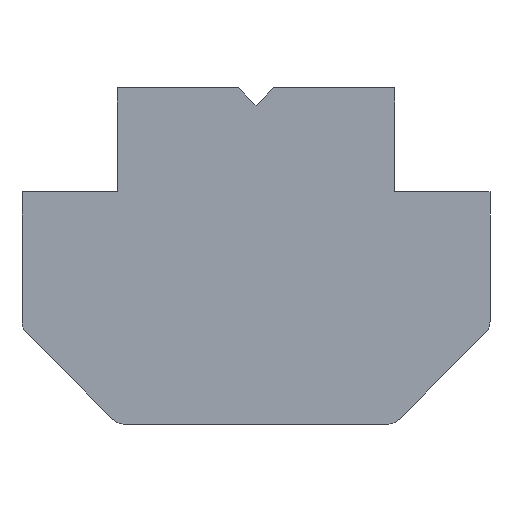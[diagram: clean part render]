
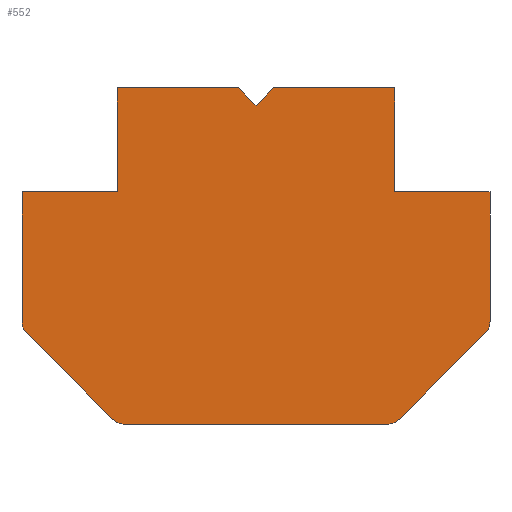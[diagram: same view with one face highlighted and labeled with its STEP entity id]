
A CAD part, front view. The second image highlights one B-rep face of the part: STEP entity #552.
In plain terms, the highlighted planar face has unit normal (0, -1, 0).
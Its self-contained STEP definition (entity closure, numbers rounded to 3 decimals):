
#39=PLANE('',#586);
#83=FACE_OUTER_BOUND('',#113,.T.);
#113=EDGE_LOOP('',(#473,#474,#475,#476,#477,#478,#479,#480,#481,#482,#483,
#484,#485,#486,#487,#488,#489));
#122=LINE('',#769,#170);
#127=LINE('',#987,#175);
#132=LINE('',#996,#180);
#134=LINE('',#1000,#182);
#138=LINE('',#1008,#186);
#144=LINE('',#1020,#192);
#147=LINE('',#1026,#195);
#150=LINE('',#1032,#198);
#153=LINE('',#1040,#201);
#155=LINE('',#1045,#203);
#159=LINE('',#1054,#207);
#165=LINE('',#1065,#213);
#166=LINE('',#1070,#214);
#170=VECTOR('',#621,1000.);
#175=VECTOR('',#636,1000.);
#180=VECTOR('',#643,1000.);
#182=VECTOR('',#647,1000.);
#186=VECTOR('',#653,1000.);
#192=VECTOR('',#665,1000.);
#195=VECTOR('',#670,1000.);
#198=VECTOR('',#675,1000.);
#201=VECTOR('',#680,1000.);
#203=VECTOR('',#684,1000.);
#207=VECTOR('',#690,1000.);
#213=VECTOR('',#698,1000.);
#214=VECTOR('',#707,1000.);
#223=CIRCLE('',#587,0.5);
#224=CIRCLE('',#588,0.5);
#225=CIRCLE('',#589,0.5);
#226=CIRCLE('',#590,0.5);
#240=VERTEX_POINT('',#767);
#241=VERTEX_POINT('',#768);
#254=VERTEX_POINT('',#984);
#255=VERTEX_POINT('',#986);
#258=VERTEX_POINT('',#994);
#259=VERTEX_POINT('',#998);
#262=VERTEX_POINT('',#1006);
#265=VERTEX_POINT('',#1018);
#267=VERTEX_POINT('',#1024);
#269=VERTEX_POINT('',#1030);
#272=VERTEX_POINT('',#1037);
#273=VERTEX_POINT('',#1039);
#274=VERTEX_POINT('',#1043);
#275=VERTEX_POINT('',#1044);
#278=VERTEX_POINT('',#1052);
#279=VERTEX_POINT('',#1053);
#283=VERTEX_POINT('',#1063);
#295=EDGE_CURVE('',#240,#241,#122,.T.);
#316=EDGE_CURVE('',#254,#255,#127,.T.);
#321=EDGE_CURVE('',#258,#254,#132,.T.);
#323=EDGE_CURVE('',#259,#258,#134,.T.);
#327=EDGE_CURVE('',#262,#259,#138,.T.);
#333=EDGE_CURVE('',#265,#262,#144,.T.);
#336=EDGE_CURVE('',#267,#265,#147,.T.);
#339=EDGE_CURVE('',#269,#267,#150,.T.);
#342=EDGE_CURVE('',#272,#273,#153,.T.);
#344=EDGE_CURVE('',#274,#275,#155,.T.);
#348=EDGE_CURVE('',#278,#279,#159,.T.);
#354=EDGE_CURVE('',#283,#279,#165,.T.);
#355=EDGE_CURVE('',#272,#240,#223,.T.);
#356=EDGE_CURVE('',#241,#274,#224,.T.);
#357=EDGE_CURVE('',#275,#278,#225,.T.);
#358=EDGE_CURVE('',#255,#283,#166,.T.);
#359=EDGE_CURVE('',#269,#273,#226,.T.);
#473=ORIENTED_EDGE('',*,*,#342,.F.);
#474=ORIENTED_EDGE('',*,*,#355,.T.);
#475=ORIENTED_EDGE('',*,*,#295,.T.);
#476=ORIENTED_EDGE('',*,*,#356,.T.);
#477=ORIENTED_EDGE('',*,*,#344,.T.);
#478=ORIENTED_EDGE('',*,*,#357,.T.);
#479=ORIENTED_EDGE('',*,*,#348,.T.);
#480=ORIENTED_EDGE('',*,*,#354,.F.);
#481=ORIENTED_EDGE('',*,*,#358,.F.);
#482=ORIENTED_EDGE('',*,*,#316,.F.);
#483=ORIENTED_EDGE('',*,*,#321,.F.);
#484=ORIENTED_EDGE('',*,*,#323,.F.);
#485=ORIENTED_EDGE('',*,*,#327,.F.);
#486=ORIENTED_EDGE('',*,*,#333,.F.);
#487=ORIENTED_EDGE('',*,*,#336,.F.);
#488=ORIENTED_EDGE('',*,*,#339,.F.);
#489=ORIENTED_EDGE('',*,*,#359,.T.);
#552=ADVANCED_FACE('',(#83),#39,.T.);
#586=AXIS2_PLACEMENT_3D('',#1066,#699,#700);
#587=AXIS2_PLACEMENT_3D('',#1067,#701,#702);
#588=AXIS2_PLACEMENT_3D('',#1068,#703,#704);
#589=AXIS2_PLACEMENT_3D('',#1069,#705,#706);
#590=AXIS2_PLACEMENT_3D('',#1071,#708,#709);
#621=DIRECTION('',(1.,0.,0.));
#636=DIRECTION('',(1.,0.,0.));
#643=DIRECTION('',(0.707,0.,0.707));
#647=DIRECTION('',(0.707,0.,-0.707));
#653=DIRECTION('',(1.,0.,0.));
#665=DIRECTION('',(0.,0.,1.));
#670=DIRECTION('',(1.,0.,0.));
#675=DIRECTION('',(0.,0.,1.));
#680=DIRECTION('',(-0.707,0.,0.707));
#684=DIRECTION('',(0.707,0.,0.707));
#690=DIRECTION('',(0.,0.,1.));
#698=DIRECTION('',(1.,0.,0.));
#699=DIRECTION('center_axis',(0.,-1.,0.));
#700=DIRECTION('ref_axis',(1.,0.,0.));
#701=DIRECTION('center_axis',(0.,-1.,0.));
#702=DIRECTION('ref_axis',(1.,0.,0.));
#703=DIRECTION('center_axis',(0.,-1.,0.));
#704=DIRECTION('ref_axis',(1.,0.,0.));
#705=DIRECTION('center_axis',(0.,-1.,0.));
#706=DIRECTION('ref_axis',(1.,0.,0.));
#707=DIRECTION('',(0.,0.,-1.));
#708=DIRECTION('center_axis',(0.,-1.,0.));
#709=DIRECTION('ref_axis',(1.,0.,0.));
#767=CARTESIAN_POINT('',(-3.793,-10.,-11.2));
#768=CARTESIAN_POINT('',(3.793,-10.,-11.2));
#769=CARTESIAN_POINT('',(0.,-10.,-11.2));
#984=CARTESIAN_POINT('',(0.5,-10.,-1.5));
#986=CARTESIAN_POINT('',(4.,-10.,-1.5));
#987=CARTESIAN_POINT('',(0.,-10.,-1.5));
#994=CARTESIAN_POINT('',(0.,-10.,-2.));
#996=CARTESIAN_POINT('',(-2.175,-10.,-4.175));
#998=CARTESIAN_POINT('',(-0.5,-10.,-1.5));
#1000=CARTESIAN_POINT('',(2.175,-10.,-4.175));
#1006=CARTESIAN_POINT('',(-4.,-10.,-1.5));
#1008=CARTESIAN_POINT('',(0.,-10.,-1.5));
#1018=CARTESIAN_POINT('',(-4.,-10.,-4.5));
#1020=CARTESIAN_POINT('',(-4.,-10.,-6.35));
#1024=CARTESIAN_POINT('',(-6.75,-10.,-4.5));
#1026=CARTESIAN_POINT('',(0.,-10.,-4.5));
#1030=CARTESIAN_POINT('',(-6.75,-10.,-8.243));
#1032=CARTESIAN_POINT('',(-6.75,-10.,-6.35));
#1037=CARTESIAN_POINT('',(-4.146,-10.,-11.054));
#1039=CARTESIAN_POINT('',(-6.604,-10.,-8.596));
#1040=CARTESIAN_POINT('',(-4.425,-10.,-10.775));
#1043=CARTESIAN_POINT('',(4.146,-10.,-11.054));
#1044=CARTESIAN_POINT('',(6.604,-10.,-8.596));
#1045=CARTESIAN_POINT('',(4.425,-10.,-10.775));
#1052=CARTESIAN_POINT('',(6.75,-10.,-8.243));
#1053=CARTESIAN_POINT('',(6.75,-10.,-4.5));
#1054=CARTESIAN_POINT('',(6.75,-10.,-6.35));
#1063=CARTESIAN_POINT('',(4.,-10.,-4.5));
#1065=CARTESIAN_POINT('',(0.,-10.,-4.5));
#1066=CARTESIAN_POINT('Origin',(0.,-10.,-6.35));
#1067=CARTESIAN_POINT('Origin',(-3.793,-10.,-10.7));
#1068=CARTESIAN_POINT('Origin',(3.793,-10.,-10.7));
#1069=CARTESIAN_POINT('Origin',(6.25,-10.,-8.243));
#1070=CARTESIAN_POINT('',(4.,-10.,-6.35));
#1071=CARTESIAN_POINT('Origin',(-6.25,-10.,-8.243));
